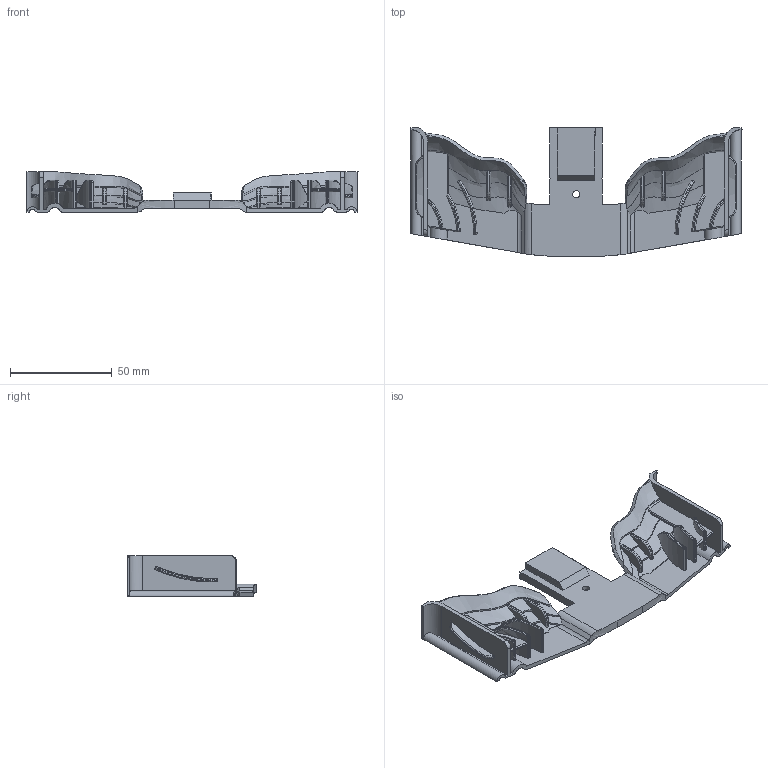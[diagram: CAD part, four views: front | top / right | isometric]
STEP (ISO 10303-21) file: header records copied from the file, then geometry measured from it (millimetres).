
FILE_DESCRIPTION(/* description */ (''),/* implementation_level */ '2;1');
FILE_NAME(/* name */ 'Front_Wing_OpenRC_F1_2017.stp',/* time_stamp */ '2017-07-07T01:18:20+02:00',/* author */ (''),/* organization */ (''),/* preprocessor_version */ 'ST-DEVELOPER v16.13',/* originating_system */ 'Autodesk Translation Framework v6.1.1.50',/* authorisation */ '');
FILE_SCHEMA (('AUTOMOTIVE_DESIGN { 1 0 10303 214 3 1 1 }'));
Length unit declared in the file: millimetre
Products named in the file (1): FusionComponent
Bounding box: 163.18 x 63.24 x 20.03 mm (x, y, z)
Volume: 30265.7 mm3; surface area: 28197.9 mm2
Topology: 1 solids, 1 shells, 506 faces, 1419 edges, 912 vertices
Faces by surface type: bspline 238, cylinder 133, plane 110, torus 24, cone 1
Full cylindrical faces by diameter (mm): 3.5 x1
Entity records: 35232 total; most frequent: CARTESIAN_POINT 23772, ORIENTED_EDGE 2828, DIRECTION 1777, EDGE_CURVE 1414, VERTEX_POINT 911, AXIS2_PLACEMENT_3D 624, B_SPLINE_CURVE_WITH_KNOTS 530, LINE 529
